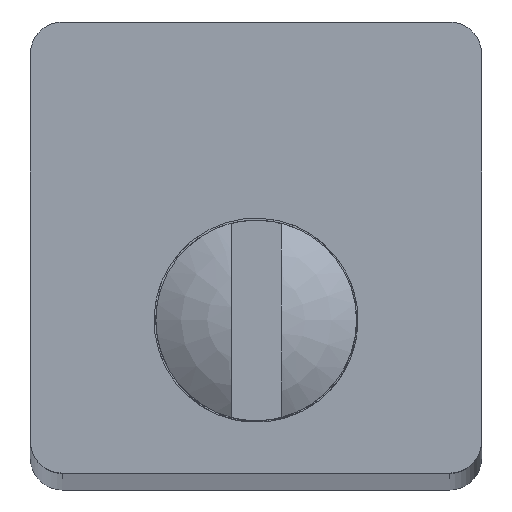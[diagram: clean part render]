
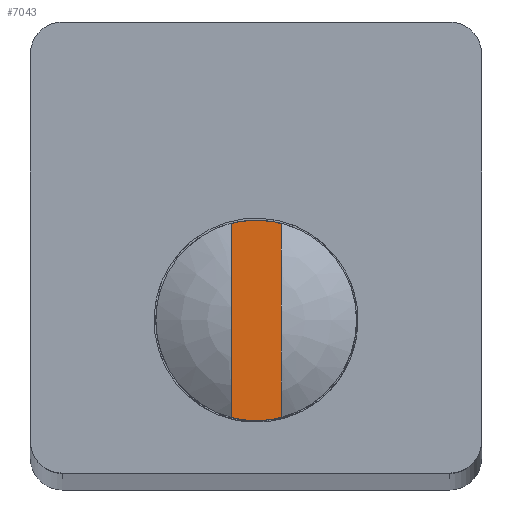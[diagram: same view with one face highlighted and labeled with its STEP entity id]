
A CAD part, top view. The second image highlights one B-rep face of the part: STEP entity #7043.
In plain terms, the highlighted planar face has unit normal (0, 0, 1).
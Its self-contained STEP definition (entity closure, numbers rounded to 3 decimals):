
#5799 = CYLINDRICAL_SURFACE('',#5800,10.);
#5800 = AXIS2_PLACEMENT_3D('',#5801,#5802,#5803);
#5801 = CARTESIAN_POINT('',(22.5,15.2,1159.4));
#5802 = DIRECTION('',(0.,0.,1.));
#5803 = DIRECTION('',(0.,1.,0.));
#5816 = VERTEX_POINT('',#5817);
#5817 = CARTESIAN_POINT('',(22.5,25.2,1159.91));
#5838 = EDGE_CURVE('',#5839,#5816,#5841,.T.);
#5839 = VERTEX_POINT('',#5840);
#5840 = CARTESIAN_POINT('',(25.,24.882,1159.91));
#5841 = SURFACE_CURVE('',#5842,(#5847,#5854),.PCURVE_S1.);
#5842 = CIRCLE('',#5843,10.);
#5843 = AXIS2_PLACEMENT_3D('',#5844,#5845,#5846);
#5844 = CARTESIAN_POINT('',(22.5,15.2,1159.91));
#5845 = DIRECTION('',(0.,0.,1.));
#5846 = DIRECTION('',(0.,1.,0.));
#5847 = PCURVE('',#5799,#5848);
#5848 = DEFINITIONAL_REPRESENTATION('',(#5849),#5853);
#5849 = LINE('',#5850,#5851);
#5850 = CARTESIAN_POINT('',(0.,0.51));
#5851 = VECTOR('',#5852,1.);
#5852 = DIRECTION('',(1.,0.));
#5853 = ( GEOMETRIC_REPRESENTATION_CONTEXT(2) 
PARAMETRIC_REPRESENTATION_CONTEXT() REPRESENTATION_CONTEXT('2D SPACE',''
  ) );
#5854 = PCURVE('',#5855,#5860);
#5855 = PLANE('',#5856);
#5856 = AXIS2_PLACEMENT_3D('',#5857,#5858,#5859);
#5857 = CARTESIAN_POINT('',(20.,2.7,1159.91));
#5858 = DIRECTION('',(0.,0.,1.));
#5859 = DIRECTION('',(1.,0.,0.));
#5860 = DEFINITIONAL_REPRESENTATION('',(#5861),#5865);
#5861 = CIRCLE('',#5862,10.);
#5862 = AXIS2_PLACEMENT_2D('',#5863,#5864);
#5863 = CARTESIAN_POINT('',(2.5,12.5));
#5864 = DIRECTION('',(0.,1.));
#5865 = ( GEOMETRIC_REPRESENTATION_CONTEXT(2) 
PARAMETRIC_REPRESENTATION_CONTEXT() REPRESENTATION_CONTEXT('2D SPACE',''
  ) );
#5882 = PLANE('',#5883);
#5883 = AXIS2_PLACEMENT_3D('',#5884,#5885,#5886);
#5884 = CARTESIAN_POINT('',(25.,2.7,1159.91));
#5885 = DIRECTION('',(1.,0.,0.));
#5886 = DIRECTION('',(0.,0.,1.));
#5928 = VERTEX_POINT('',#5929);
#5929 = CARTESIAN_POINT('',(25.,5.518,1159.91));
#5949 = EDGE_CURVE('',#5950,#5928,#5952,.T.);
#5950 = VERTEX_POINT('',#5951);
#5951 = CARTESIAN_POINT('',(20.,5.518,1159.91));
#5952 = SURFACE_CURVE('',#5953,(#5958,#5965),.PCURVE_S1.);
#5953 = CIRCLE('',#5954,10.);
#5954 = AXIS2_PLACEMENT_3D('',#5955,#5956,#5957);
#5955 = CARTESIAN_POINT('',(22.5,15.2,1159.91));
#5956 = DIRECTION('',(0.,0.,1.));
#5957 = DIRECTION('',(0.,1.,0.));
#5958 = PCURVE('',#5799,#5959);
#5959 = DEFINITIONAL_REPRESENTATION('',(#5960),#5964);
#5960 = LINE('',#5961,#5962);
#5961 = CARTESIAN_POINT('',(0.,0.51));
#5962 = VECTOR('',#5963,1.);
#5963 = DIRECTION('',(1.,0.));
#5964 = ( GEOMETRIC_REPRESENTATION_CONTEXT(2) 
PARAMETRIC_REPRESENTATION_CONTEXT() REPRESENTATION_CONTEXT('2D SPACE',''
  ) );
#5965 = PCURVE('',#5855,#5966);
#5966 = DEFINITIONAL_REPRESENTATION('',(#5967),#5971);
#5967 = CIRCLE('',#5968,10.);
#5968 = AXIS2_PLACEMENT_2D('',#5969,#5970);
#5969 = CARTESIAN_POINT('',(2.5,12.5));
#5970 = DIRECTION('',(0.,1.));
#5971 = ( GEOMETRIC_REPRESENTATION_CONTEXT(2) 
PARAMETRIC_REPRESENTATION_CONTEXT() REPRESENTATION_CONTEXT('2D SPACE',''
  ) );
#5988 = PLANE('',#5989);
#5989 = AXIS2_PLACEMENT_3D('',#5990,#5991,#5992);
#5990 = CARTESIAN_POINT('',(20.,2.7,1159.91));
#5991 = DIRECTION('',(1.,0.,0.));
#5992 = DIRECTION('',(0.,0.,1.));
#6034 = VERTEX_POINT('',#6035);
#6035 = CARTESIAN_POINT('',(20.,24.882,1159.91));
#6055 = EDGE_CURVE('',#5816,#6034,#6056,.T.);
#6056 = SURFACE_CURVE('',#6057,(#6062,#6069),.PCURVE_S1.);
#6057 = CIRCLE('',#6058,10.);
#6058 = AXIS2_PLACEMENT_3D('',#6059,#6060,#6061);
#6059 = CARTESIAN_POINT('',(22.5,15.2,1159.91));
#6060 = DIRECTION('',(0.,0.,1.));
#6061 = DIRECTION('',(0.,1.,0.));
#6062 = PCURVE('',#5799,#6063);
#6063 = DEFINITIONAL_REPRESENTATION('',(#6064),#6068);
#6064 = LINE('',#6065,#6066);
#6065 = CARTESIAN_POINT('',(0.,0.51));
#6066 = VECTOR('',#6067,1.);
#6067 = DIRECTION('',(1.,0.));
#6068 = ( GEOMETRIC_REPRESENTATION_CONTEXT(2) 
PARAMETRIC_REPRESENTATION_CONTEXT() REPRESENTATION_CONTEXT('2D SPACE',''
  ) );
#6069 = PCURVE('',#5855,#6070);
#6070 = DEFINITIONAL_REPRESENTATION('',(#6071),#6075);
#6071 = CIRCLE('',#6072,10.);
#6072 = AXIS2_PLACEMENT_2D('',#6073,#6074);
#6073 = CARTESIAN_POINT('',(2.5,12.5));
#6074 = DIRECTION('',(0.,1.));
#6075 = ( GEOMETRIC_REPRESENTATION_CONTEXT(2) 
PARAMETRIC_REPRESENTATION_CONTEXT() REPRESENTATION_CONTEXT('2D SPACE',''
  ) );
#7043 = ADVANCED_FACE('',(#7044),#5855,.T.);
#7044 = FACE_BOUND('',#7045,.T.);
#7045 = EDGE_LOOP('',(#7046,#7067,#7068,#7089,#7090));
#7046 = ORIENTED_EDGE('',*,*,#7047,.F.);
#7047 = EDGE_CURVE('',#5950,#6034,#7048,.T.);
#7048 = SURFACE_CURVE('',#7049,(#7053,#7060),.PCURVE_S1.);
#7049 = LINE('',#7050,#7051);
#7050 = CARTESIAN_POINT('',(20.,2.7,1159.91));
#7051 = VECTOR('',#7052,1.);
#7052 = DIRECTION('',(0.,1.,0.));
#7053 = PCURVE('',#5855,#7054);
#7054 = DEFINITIONAL_REPRESENTATION('',(#7055),#7059);
#7055 = LINE('',#7056,#7057);
#7056 = CARTESIAN_POINT('',(0.,0.));
#7057 = VECTOR('',#7058,1.);
#7058 = DIRECTION('',(0.,1.));
#7059 = ( GEOMETRIC_REPRESENTATION_CONTEXT(2) 
PARAMETRIC_REPRESENTATION_CONTEXT() REPRESENTATION_CONTEXT('2D SPACE',''
  ) );
#7060 = PCURVE('',#5988,#7061);
#7061 = DEFINITIONAL_REPRESENTATION('',(#7062),#7066);
#7062 = LINE('',#7063,#7064);
#7063 = CARTESIAN_POINT('',(0.,0.));
#7064 = VECTOR('',#7065,1.);
#7065 = DIRECTION('',(0.,-1.));
#7066 = ( GEOMETRIC_REPRESENTATION_CONTEXT(2) 
PARAMETRIC_REPRESENTATION_CONTEXT() REPRESENTATION_CONTEXT('2D SPACE',''
  ) );
#7067 = ORIENTED_EDGE('',*,*,#5949,.T.);
#7068 = ORIENTED_EDGE('',*,*,#7069,.T.);
#7069 = EDGE_CURVE('',#5928,#5839,#7070,.T.);
#7070 = SURFACE_CURVE('',#7071,(#7075,#7082),.PCURVE_S1.);
#7071 = LINE('',#7072,#7073);
#7072 = CARTESIAN_POINT('',(25.,2.7,1159.91));
#7073 = VECTOR('',#7074,1.);
#7074 = DIRECTION('',(0.,1.,0.));
#7075 = PCURVE('',#5855,#7076);
#7076 = DEFINITIONAL_REPRESENTATION('',(#7077),#7081);
#7077 = LINE('',#7078,#7079);
#7078 = CARTESIAN_POINT('',(5.,0.));
#7079 = VECTOR('',#7080,1.);
#7080 = DIRECTION('',(0.,1.));
#7081 = ( GEOMETRIC_REPRESENTATION_CONTEXT(2) 
PARAMETRIC_REPRESENTATION_CONTEXT() REPRESENTATION_CONTEXT('2D SPACE',''
  ) );
#7082 = PCURVE('',#5882,#7083);
#7083 = DEFINITIONAL_REPRESENTATION('',(#7084),#7088);
#7084 = LINE('',#7085,#7086);
#7085 = CARTESIAN_POINT('',(0.,0.));
#7086 = VECTOR('',#7087,1.);
#7087 = DIRECTION('',(0.,-1.));
#7088 = ( GEOMETRIC_REPRESENTATION_CONTEXT(2) 
PARAMETRIC_REPRESENTATION_CONTEXT() REPRESENTATION_CONTEXT('2D SPACE',''
  ) );
#7089 = ORIENTED_EDGE('',*,*,#5838,.T.);
#7090 = ORIENTED_EDGE('',*,*,#6055,.T.);
